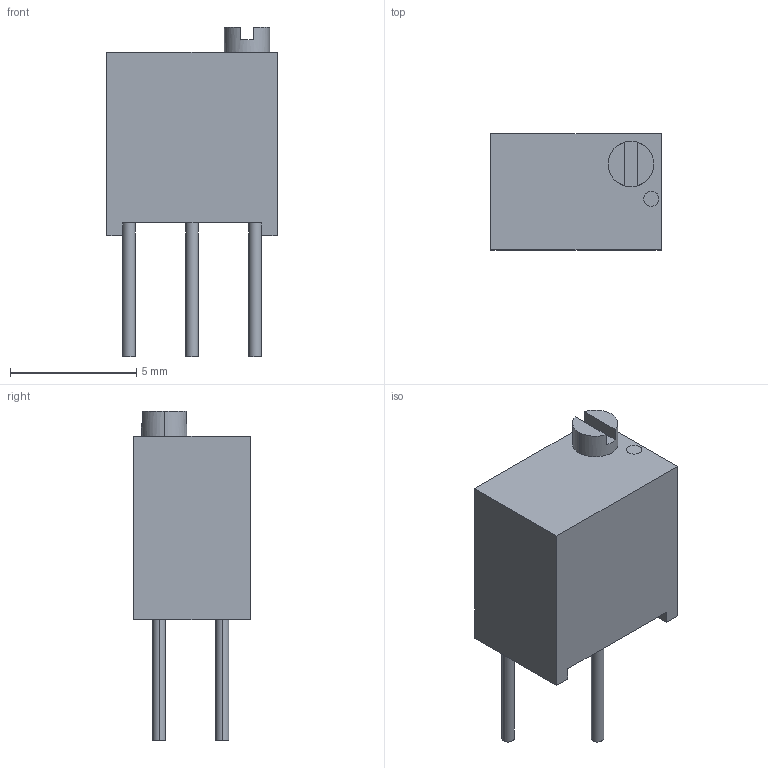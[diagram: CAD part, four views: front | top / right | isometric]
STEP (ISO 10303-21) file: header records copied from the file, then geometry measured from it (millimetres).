
FILE_DESCRIPTION (( 'STEP AP214' ), '1' );
FILE_NAME ('RES-ADJ-TH_3266W.STEP', '2021-07-29T05:24:59', ( 'PC' ), ( 'Microsoft' ), 'SwSTEP 2.0', 'SolidWorks 2018', '' );
FILE_SCHEMA (( 'AUTOMOTIVE_DESIGN' ));
Length unit declared in the file: millimetre
Products named in the file (2): RES-ADJ-TH_3266W
Bounding box: 6.75 x 4.6 x 13.05 mm (x, y, z)
Volume: 217.7 mm3; surface area: 258.8 mm2
Topology: 4 solids, 4 shells, 91 faces, 222 edges, 148 vertices
Faces by surface type: plane 67, bspline 14, cylinder 10
Entity records: 4417 total; most frequent: CARTESIAN_POINT 1261, ORIENTED_EDGE 444, DIRECTION 376, EDGE_CURVE 222, LINE 170, VECTOR 170, VERTEX_POINT 148, AXIS2_PLACEMENT_3D 103
